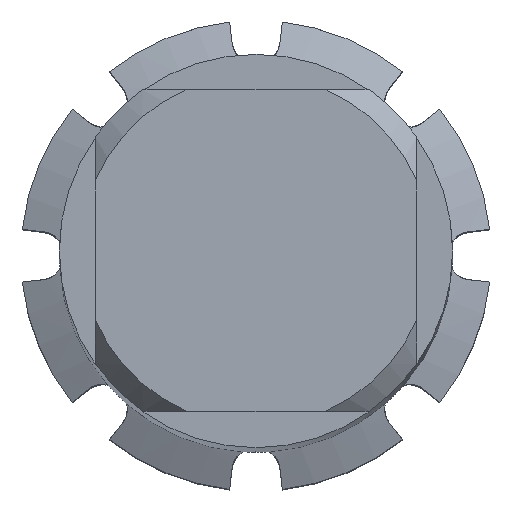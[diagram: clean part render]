
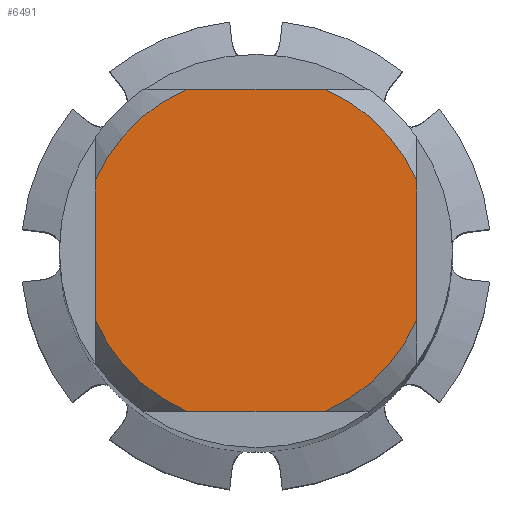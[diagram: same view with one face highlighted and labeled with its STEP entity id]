
A CAD part, top view. The second image highlights one B-rep face of the part: STEP entity #6491.
In plain terms, the highlighted planar face has unit normal (0, 0, 1).
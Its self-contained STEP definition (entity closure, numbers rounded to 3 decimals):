
#3767=VERTEX_POINT('',#10930);
#4493=EDGE_CURVE('',#9909,#5893,#11719,.T.);
#5723=EDGE_CURVE('',#10667,#6105,#13044,.T.);
#5829=EDGE_CURVE('',#5971,#5893,#13161,.T.);
#5893=VERTEX_POINT('',#13229);
#5971=VERTEX_POINT('',#13313);
#6105=VERTEX_POINT('',#13457);
#6491=ADVANCED_FACE('',(#13880),#13881,.T.);
#6855=EDGE_CURVE('',#5971,#8209,#14269,.T.);
#6865=EDGE_CURVE('',#8901,#8209,#14280,.T.);
#8209=VERTEX_POINT('',#15744);
#8455=EDGE_CURVE('',#10667,#3767,#16011,.T.);
#8901=VERTEX_POINT('',#16497);
#9007=EDGE_CURVE('',#8901,#3767,#16608,.T.);
#9065=EDGE_CURVE('',#9909,#6105,#16671,.T.);
#9909=VERTEX_POINT('',#17589);
#10667=VERTEX_POINT('',#18407);
#10930=CARTESIAN_POINT('',(-1.939,4.5,0.0));
#11719=CIRCLE('',#20234,4.9);
#13044=CIRCLE('',#22719,4.9);
#13161=LINE('',#22903,#22904);
#13229=CARTESIAN_POINT('',(1.939,-4.5,0.0));
#13313=CARTESIAN_POINT('',(-1.939,-4.5,0.0));
#13457=CARTESIAN_POINT('',(4.5,1.939,0.0));
#13880=FACE_OUTER_BOUND('',#24259,.T.);
#13881=PLANE('',#24260);
#14269=CIRCLE('',#24964,4.9);
#14280=LINE('',#24991,#24992);
#15744=CARTESIAN_POINT('',(-4.5,-1.939,0.0));
#16011=LINE('',#28209,#28210);
#16497=CARTESIAN_POINT('',(-4.5,1.939,0.0));
#16608=CIRCLE('',#29244,4.9);
#16671=LINE('',#29349,#29350);
#17589=CARTESIAN_POINT('',(4.5,-1.939,0.0));
#18407=CARTESIAN_POINT('',(1.939,4.5,0.0));
#20234=AXIS2_PLACEMENT_3D('',#33771,#33772,#33773);
#22719=AXIS2_PLACEMENT_3D('',#35181,#35182,#35183);
#22903=CARTESIAN_POINT('',(0.0,-4.5,0.0));
#22904=VECTOR('',#35313,1.0);
#24259=EDGE_LOOP('',(#36013,#36014,#36015,#36016,#36017,#36018,#36019,#36020));
#24260=AXIS2_PLACEMENT_3D('',#36021,#36022,#36023);
#24964=AXIS2_PLACEMENT_3D('',#36337,#36338,#36339);
#24991=CARTESIAN_POINT('',(-4.5,1.225,0.0));
#24992=VECTOR('',#36353,1.0);
#28209=CARTESIAN_POINT('',(0.0,4.5,0.0));
#28210=VECTOR('',#38166,1.0);
#29244=AXIS2_PLACEMENT_3D('',#38849,#38850,#38851);
#29349=CARTESIAN_POINT('',(4.5,1.225,0.0));
#29350=VECTOR('',#38921,1.0);
#33771=CARTESIAN_POINT('',(0.0,0.0,0.0));
#33772=DIRECTION('',(0.0,0.0,-1.0));
#33773=DIRECTION('',(0.0,1.0,0.0));
#35181=CARTESIAN_POINT('',(0.0,0.0,0.0));
#35182=DIRECTION('',(0.0,0.0,-1.0));
#35183=DIRECTION('',(0.0,1.0,0.0));
#35313=DIRECTION('',(1.0,0.0,0.0));
#36013=ORIENTED_EDGE('',*,*,#6865,.T.);
#36014=ORIENTED_EDGE('',*,*,#6855,.F.);
#36015=ORIENTED_EDGE('',*,*,#5829,.T.);
#36016=ORIENTED_EDGE('',*,*,#4493,.F.);
#36017=ORIENTED_EDGE('',*,*,#9065,.T.);
#36018=ORIENTED_EDGE('',*,*,#5723,.F.);
#36019=ORIENTED_EDGE('',*,*,#8455,.T.);
#36020=ORIENTED_EDGE('',*,*,#9007,.F.);
#36021=CARTESIAN_POINT('',(0.0,2.45,0.0));
#36022=DIRECTION('',(-0.0,0.0,1.0));
#36023=DIRECTION('',(0.0,-1.0,0.0));
#36337=CARTESIAN_POINT('',(0.0,0.0,0.0));
#36338=DIRECTION('',(0.0,0.0,-1.0));
#36339=DIRECTION('',(0.0,1.0,0.0));
#36353=DIRECTION('',(-0.0,-1.0,0.0));
#38166=DIRECTION('',(-1.0,0.0,0.0));
#38849=CARTESIAN_POINT('',(0.0,0.0,0.0));
#38850=DIRECTION('',(0.0,0.0,-1.0));
#38851=DIRECTION('',(0.0,1.0,0.0));
#38921=DIRECTION('',(-0.0,1.0,0.0));
